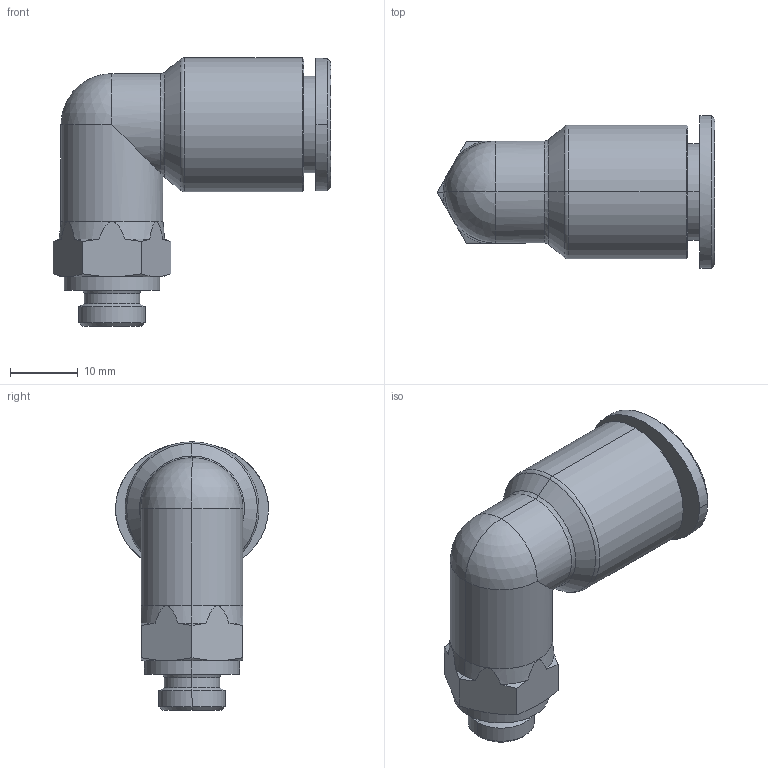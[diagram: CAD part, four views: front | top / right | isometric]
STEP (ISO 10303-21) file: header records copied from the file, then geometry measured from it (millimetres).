
FILE_DESCRIPTION((''),'2;1');
FILE_NAME('GPL 12G01(L)(3D).stp','2012-12-21T09:55:09',(''),(''),'Mechanical Desktop.R8.0.24.0','Mechanical Desktop.R8.0.24.0',', , ');
FILE_SCHEMA(('CONFIG_CONTROL_DESIGN'));
Length unit declared in the file: millimetre
Products named in the file (3): GPL 12G01(L)(3D); 睡ヶ1; RM_SDB
Assembly tree (2 placements, depth 2):
  GPL 12G01(L)(3D)
    睡ヶ1
    RM_SDB
Bounding box: 40.86 x 22.5 x 39.5 mm (x, y, z)
Volume: 10142 mm3; surface area: 5092.8 mm2
Topology: 1 solids, 1 shells, 421 faces, 1166 edges, 760 vertices
Faces by surface type: plane 346, cone 42, cylinder 19, bspline 10, torus 2, sphere 2
Entity records: 13766 total; most frequent: CARTESIAN_POINT 3013, ORIENTED_EDGE 2324, DIRECTION 2025, EDGE_CURVE 1162, VECTOR 1021, LINE 1021, VERTEX_POINT 760, AXIS2_PLACEMENT_3D 502
